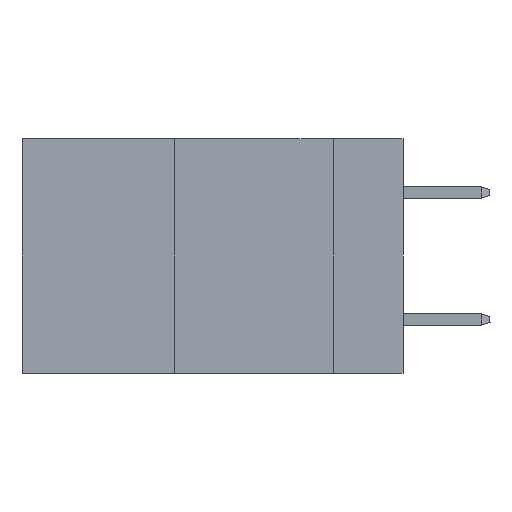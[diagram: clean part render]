
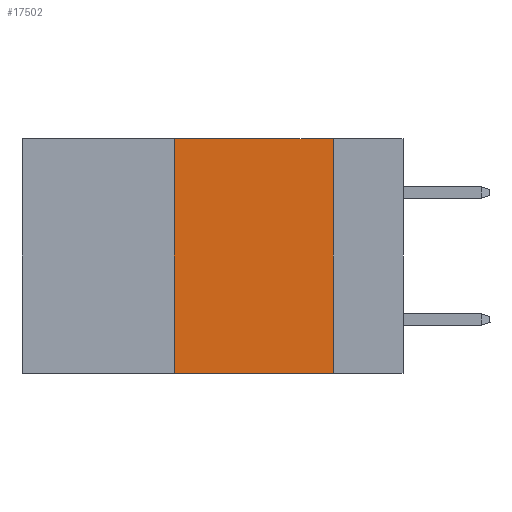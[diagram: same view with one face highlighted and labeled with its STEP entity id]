
A CAD part, left-side view. The second image highlights one B-rep face of the part: STEP entity #17502.
In plain terms, the highlighted planar face has unit normal (-1, 0, 0).
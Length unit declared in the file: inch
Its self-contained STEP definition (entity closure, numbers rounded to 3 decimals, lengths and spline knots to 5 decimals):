
#87 = CARTESIAN_POINT ( 'NONE',  ( 0., 0.6, -0.37 ) ) ;
#1683 = AXIS2_PLACEMENT_3D ( 'NONE', #23531, #9692, #25894 ) ;
#3209 = CARTESIAN_POINT ( 'NONE',  ( 0., 0.36, 0. ) ) ;
#3360 = FACE_OUTER_BOUND ( 'NONE', #24489, .T. ) ;
#3549 = LINE ( 'NONE', #15070, #24214 ) ;
#3890 = VECTOR ( 'NONE', #7871, 39.37008 ) ;
#4494 = VERTEX_POINT ( 'NONE', #3209 ) ;
#5723 = CARTESIAN_POINT ( 'NONE',  ( 0., 0.11, 0. ) ) ;
#6291 = DIRECTION ( 'NONE',  ( 0., -1., 0. ) ) ;
#6341 = EDGE_CURVE ( 'NONE', #18514, #4494, #17863, .T. ) ;
#6942 = ORIENTED_EDGE ( 'NONE', *, *, #21604, .T. ) ;
#7871 = DIRECTION ( 'NONE',  ( 0., 0., 1. ) ) ;
#8999 = VERTEX_POINT ( 'NONE', #5723 ) ;
#9507 = LINE ( 'NONE', #11229, #13590 ) ;
#9692 = DIRECTION ( 'NONE',  ( 1., 0., 0. ) ) ;
#11115 = DIRECTION ( 'NONE',  ( 0., -1., 0. ) ) ;
#11229 = CARTESIAN_POINT ( 'NONE',  ( 0., 0.11, 0. ) ) ;
#11940 = CARTESIAN_POINT ( 'NONE',  ( 0., 0.11, -0.37 ) ) ;
#13590 = VECTOR ( 'NONE', #25184, 39.37008 ) ;
#14465 = ORIENTED_EDGE ( 'NONE', *, *, #6341, .F. ) ;
#14567 = ORIENTED_EDGE ( 'NONE', *, *, #24524, .F. ) ;
#15070 = CARTESIAN_POINT ( 'NONE',  ( 0., 0.6, 0. ) ) ;
#16939 = ORIENTED_EDGE ( 'NONE', *, *, #22903, .F. ) ;
#17502 = ADVANCED_FACE ( 'NONE', ( #3360 ), #25629, .F. ) ;
#17727 = LINE ( 'NONE', #87, #20327 ) ;
#17863 = LINE ( 'NONE', #25930, #3890 ) ;
#18124 = CARTESIAN_POINT ( 'NONE',  ( 0., 0.36, -0.37 ) ) ;
#18514 = VERTEX_POINT ( 'NONE', #18124 ) ;
#20327 = VECTOR ( 'NONE', #6291, 39.37008 ) ;
#21604 = EDGE_CURVE ( 'NONE', #18514, #21640, #17727, .T. ) ;
#21640 = VERTEX_POINT ( 'NONE', #11940 ) ;
#22903 = EDGE_CURVE ( 'NONE', #8999, #21640, #9507, .T. ) ;
#23531 = CARTESIAN_POINT ( 'NONE',  ( 0., 0.6, 0. ) ) ;
#24214 = VECTOR ( 'NONE', #11115, 39.37008 ) ;
#24489 = EDGE_LOOP ( 'NONE', ( #16939, #14567, #14465, #6942 ) ) ;
#24524 = EDGE_CURVE ( 'NONE', #4494, #8999, #3549, .T. ) ;
#25184 = DIRECTION ( 'NONE',  ( 0., 0., -1. ) ) ;
#25629 = PLANE ( 'NONE',  #1683 ) ;
#25894 = DIRECTION ( 'NONE',  ( 0., 0., -1. ) ) ;
#25930 = CARTESIAN_POINT ( 'NONE',  ( 0., 0.36, 0. ) ) ;
